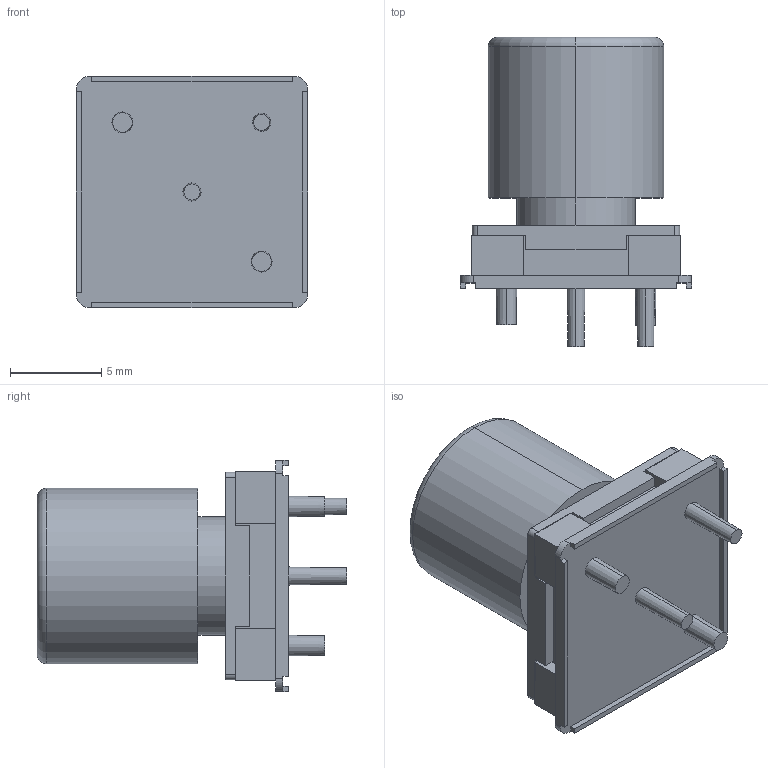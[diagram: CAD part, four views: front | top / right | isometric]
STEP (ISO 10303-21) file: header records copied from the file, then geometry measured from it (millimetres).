
FILE_DESCRIPTION(('STEP AP214'),'2;1');
FILE_NAME('Open CASCADE Shape Model','2021-12-04T14:17:13',( 'Schurter GMBH'),('Schurter GMBH'),'Open CASCADE STEP processor 7.6' ,'SolidWorks 2007','Unknown');
FILE_SCHEMA(('AUTOMOTIVE_DESIGN_CC2 { 1 2 10303 214 -1 1 5 4 }'));
Length unit declared in the file: millimetre
Products named in the file (1): 1241.1082.8
Bounding box: 12.65 x 16.95 x 12.65 mm (x, y, z)
Volume: 1076.2 mm3; surface area: 998.8 mm2
Topology: 1 solids, 1 shells, 111 faces, 290 edges, 190 vertices
Faces by surface type: plane 83, cylinder 18, cone 8, torus 2
Entity records: 3401 total; most frequent: CARTESIAN_POINT 592, ORIENTED_EDGE 580, DIRECTION 570, EDGE_CURVE 290, LINE 234, VECTOR 234, VERTEX_POINT 190, AXIS2_PLACEMENT_3D 168
